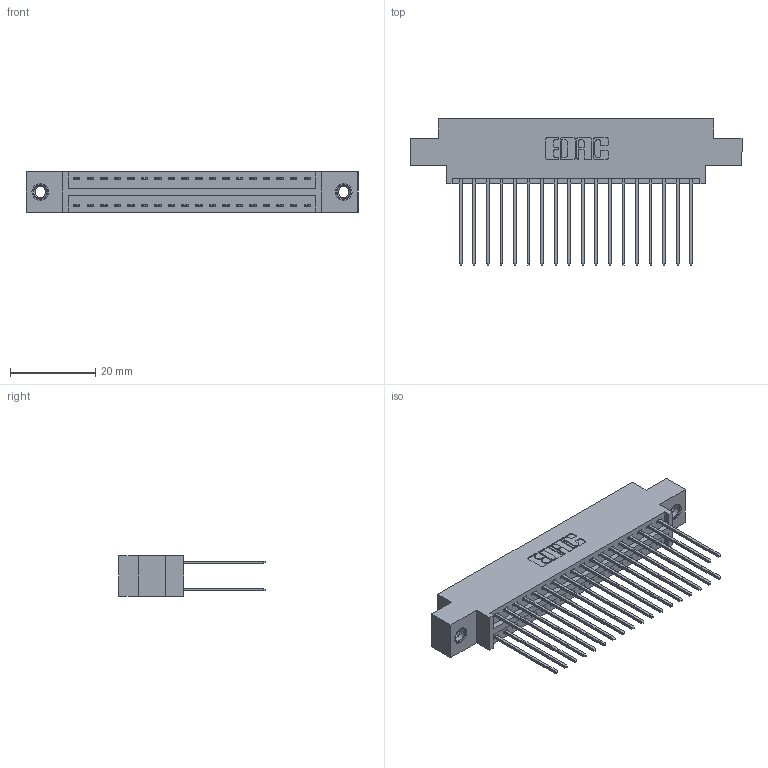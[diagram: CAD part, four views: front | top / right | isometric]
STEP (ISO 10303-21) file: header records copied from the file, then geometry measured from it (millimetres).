
FILE_DESCRIPTION (( 'STEP AP203' ), '1' );
FILE_NAME ('396-036-541-807.STEP', '2018-09-06T04:46:00', ( '' ), ( '' ), 'SwSTEP 2.0', 'SolidWorks 2016', '' );
FILE_SCHEMA (( 'CONFIG_CONTROL_DESIGN' ));
Length unit declared in the file: inch
Products named in the file (4): 396-036-541-807; 346 Part_0.170 Offset - 0.156 Dia-TI; 345-292-001_345-293-141; 345-250-001_345-250-005-103
Assembly tree (39 placements, depth 2):
  396-036-541-807
    346 Part_0.170 Offset - 0.156 Dia-TI
    345-292-001_345-293-141  x36
    345-250-001_345-250-005-103  x2
Bounding box: 77.72 x 34.29 x 9.4 mm (x, y, z)
Volume: 7431.1 mm3; surface area: 11041.2 mm2
Topology: 39 solids, 39 shells, 2058 faces, 6057 edges, 3982 vertices
Faces by surface type: plane 1372, cylinder 670, cone 12, torus 4
Entity records: 16314 total; most frequent: CARTESIAN_POINT 2707, ORIENTED_EDGE 2634, DIRECTION 2463, EDGE_CURVE 1317, VECTOR 1093, LINE 1093, VERTEX_POINT 872, AXIS2_PLACEMENT_3D 685
